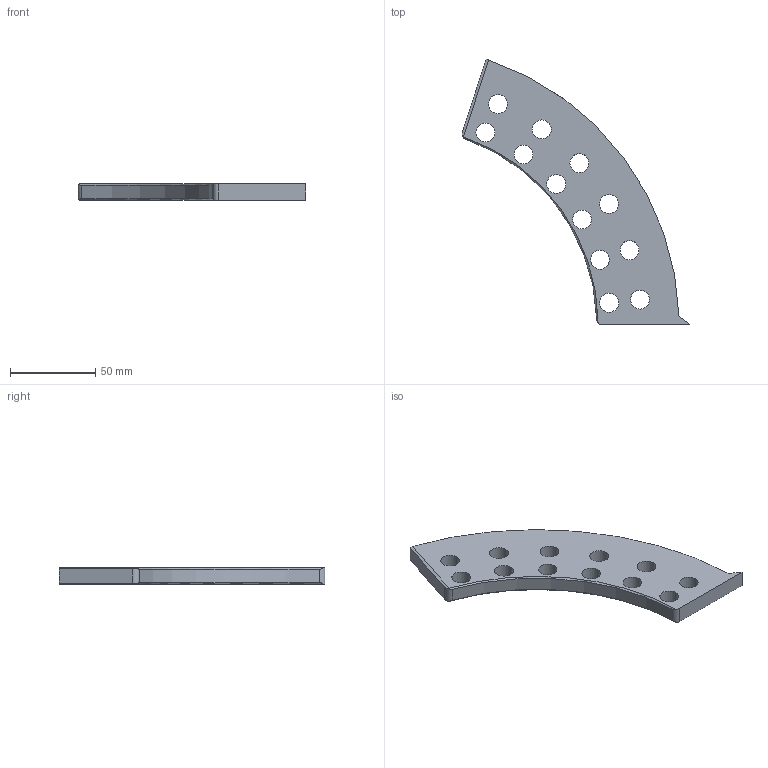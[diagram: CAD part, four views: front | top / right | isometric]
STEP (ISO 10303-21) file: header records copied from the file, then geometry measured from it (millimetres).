
FILE_DESCRIPTION (( 'STEP AP203' ), '1' );
FILE_NAME ('M7837.STEP', '2022-04-26T20:30:03', ( '' ), ( '' ), 'SwSTEP 2.0', 'SolidWorks 2020', '' );
FILE_SCHEMA (( 'CONFIG_CONTROL_DESIGN' ));
Length unit declared in the file: inch
Products named in the file (1): M7837
Bounding box: 134.03 x 156.24 x 9.49 mm (x, y, z)
Volume: 69597.4 mm3; surface area: 22881.2 mm2
Topology: 1 solids, 1 shells, 40 faces, 112 edges, 74 vertices
Faces by surface type: cylinder 27, plane 9, torus 2, cone 2
Entity records: 1476 total; most frequent: CARTESIAN_POINT 279, DIRECTION 245, ORIENTED_EDGE 224, EDGE_CURVE 112, AXIS2_PLACEMENT_3D 102, VERTEX_POINT 74, EDGE_LOOP 64, CIRCLE 61
